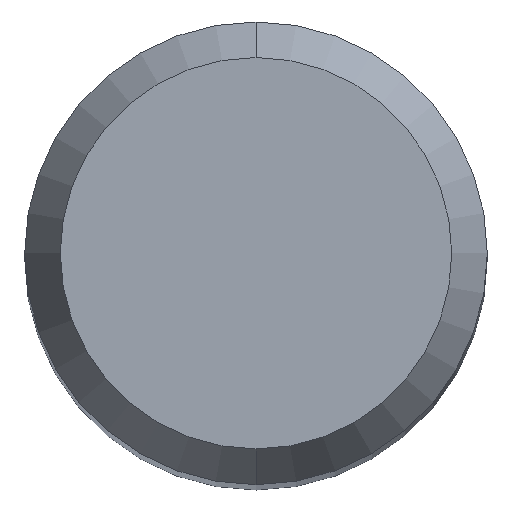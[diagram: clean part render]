
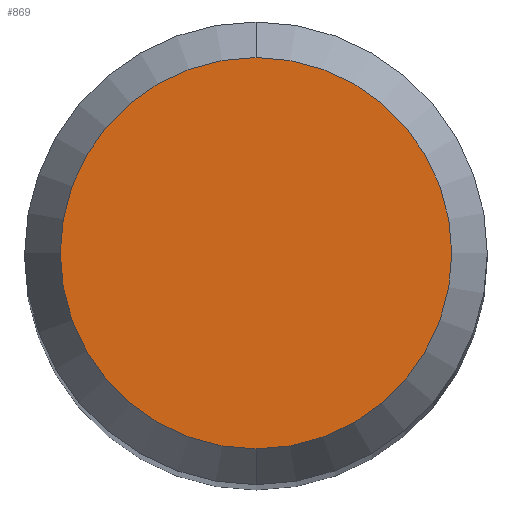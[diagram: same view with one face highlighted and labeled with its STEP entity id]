
A CAD part, top view. The second image highlights one B-rep face of the part: STEP entity #869.
In plain terms, the highlighted planar face has unit normal (0, 0, 1).
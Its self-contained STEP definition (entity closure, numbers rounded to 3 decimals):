
#829=EDGE_CURVE('',#1401,#1167,#1884,.T.);
#869=ADVANCED_FACE('',(#1926),#1927,.T.);
#1117=EDGE_CURVE('',#1167,#1401,#2203,.T.);
#1167=VERTEX_POINT('',#2259);
#1401=VERTEX_POINT('',#2516);
#1884=CIRCLE('',#4250,2.538);
#1926=FACE_OUTER_BOUND('',#4531,.T.);
#1927=PLANE('',#4532);
#2203=CIRCLE('',#5884,2.538);
#2259=CARTESIAN_POINT('',(0.0,2.538,0.0));
#2516=CARTESIAN_POINT('',(0.,-2.538,0.0));
#4250=AXIS2_PLACEMENT_3D('',#8170,#8171,#8172);
#4531=EDGE_LOOP('',(#8199,#8200));
#4532=AXIS2_PLACEMENT_3D('',#8201,#8202,#8203);
#5884=AXIS2_PLACEMENT_3D('',#8549,#8550,#8551);
#8170=CARTESIAN_POINT('',(0.0,0.0,0.0));
#8171=DIRECTION('',(0.0,0.0,-1.0));
#8172=DIRECTION('',(0.0,1.0,0.0));
#8199=ORIENTED_EDGE('',*,*,#1117,.F.);
#8200=ORIENTED_EDGE('',*,*,#829,.F.);
#8201=CARTESIAN_POINT('',(0.0,1.269,0.0));
#8202=DIRECTION('',(-0.0,0.0,1.0));
#8203=DIRECTION('',(0.0,-1.0,0.0));
#8549=CARTESIAN_POINT('',(0.0,0.0,0.0));
#8550=DIRECTION('',(0.0,0.0,-1.0));
#8551=DIRECTION('',(0.0,1.0,0.0));
